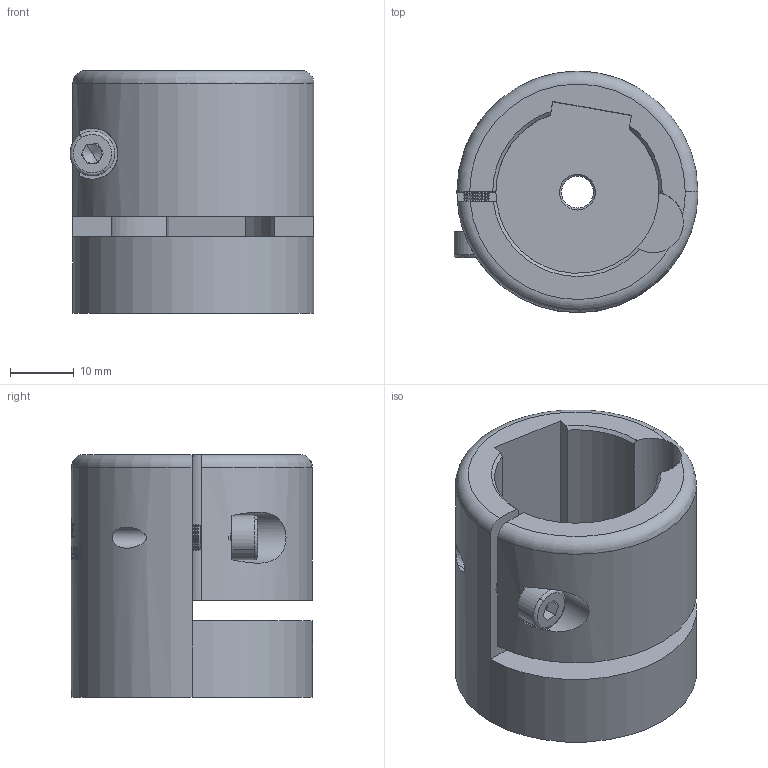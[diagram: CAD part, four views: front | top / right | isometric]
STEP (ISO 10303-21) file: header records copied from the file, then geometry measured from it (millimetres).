
FILE_DESCRIPTION (( 'STEP AP203' ), '1' );
FILE_NAME ('FCRB25-38A.STEP', '2025-06-30T09:10:09', ( '' ), ( '' ), 'SwSTEP 2.0', 'SolidWorks 2020', '' );
FILE_SCHEMA (( 'CONFIG_CONTROL_DESIGN' ));
Length unit declared in the file: millimetre
Products named in the file (1): FCRB25-38A
Bounding box: 38.15 x 37.71 x 38 mm (x, y, z)
Volume: 23324.1 mm3; surface area: 10554.2 mm2
Topology: 2 solids, 2 shells, 567 faces, 1533 edges, 997 vertices
Faces by surface type: bspline 261, cone 118, cylinder 99, plane 87, torus 2
Entity records: 30165 total; most frequent: CARTESIAN_POINT 17895, ORIENTED_EDGE 3062, DIRECTION 1724, EDGE_CURVE 1531, VERTEX_POINT 997, B_SPLINE_CURVE_WITH_KNOTS 828, AXIS2_PLACEMENT_3D 716, EDGE_LOOP 602
